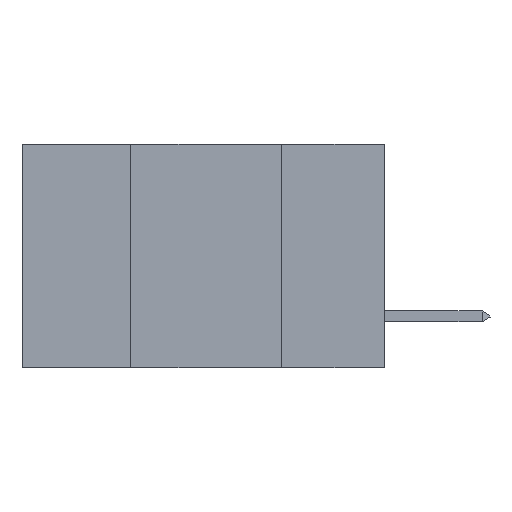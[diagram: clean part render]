
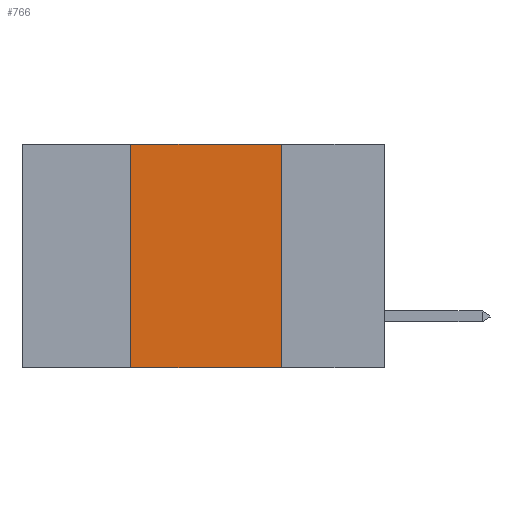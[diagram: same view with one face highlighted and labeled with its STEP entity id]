
A CAD part, left-side view. The second image highlights one B-rep face of the part: STEP entity #766.
In plain terms, the highlighted planar face has unit normal (-1, 0, 0).
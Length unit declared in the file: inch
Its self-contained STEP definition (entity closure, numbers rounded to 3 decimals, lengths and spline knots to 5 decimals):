
#610 = CARTESIAN_POINT ( 'NONE',  ( 0., 0.17, -0.37 ) ) ;
#766 = ADVANCED_FACE ( 'NONE', ( #7799 ), #3444, .F. ) ;
#1581 = EDGE_LOOP ( 'NONE', ( #10680, #10706, #13495, #7696 ) ) ;
#1621 = VECTOR ( 'NONE', #6010, 39.37008 ) ;
#1753 = EDGE_CURVE ( 'NONE', #10316, #11330, #8166, .T. ) ;
#1929 = DIRECTION ( 'NONE',  ( 0., 0., 1. ) ) ;
#2039 = LINE ( 'NONE', #4496, #11173 ) ;
#3216 = CARTESIAN_POINT ( 'NONE',  ( 0., 0.6, 0. ) ) ;
#3444 = PLANE ( 'NONE',  #9694 ) ;
#3601 = DIRECTION ( 'NONE',  ( 1., 0., 0. ) ) ;
#3711 = DIRECTION ( 'NONE',  ( 0., 0., -1. ) ) ;
#4239 = CARTESIAN_POINT ( 'NONE',  ( 0., 0.17, 0. ) ) ;
#4496 = CARTESIAN_POINT ( 'NONE',  ( 0., 0.42, 0. ) ) ;
#5236 = CARTESIAN_POINT ( 'NONE',  ( 0., 0.6, 0. ) ) ;
#6010 = DIRECTION ( 'NONE',  ( 0., -1., 0. ) ) ;
#6049 = VECTOR ( 'NONE', #11597, 39.37008 ) ;
#6082 = VERTEX_POINT ( 'NONE', #8146 ) ;
#6808 = VECTOR ( 'NONE', #9891, 39.37008 ) ;
#7696 = ORIENTED_EDGE ( 'NONE', *, *, #9519, .T. ) ;
#7799 = FACE_OUTER_BOUND ( 'NONE', #1581, .T. ) ;
#7915 = EDGE_CURVE ( 'NONE', #11330, #11799, #9325, .T. ) ;
#8146 = CARTESIAN_POINT ( 'NONE',  ( 0., 0.42, -0.37 ) ) ;
#8166 = LINE ( 'NONE', #5236, #1621 ) ;
#8536 = CARTESIAN_POINT ( 'NONE',  ( 0., 0.17, 0. ) ) ;
#8733 = EDGE_CURVE ( 'NONE', #6082, #10316, #2039, .T. ) ;
#9325 = LINE ( 'NONE', #4239, #6049 ) ;
#9519 = EDGE_CURVE ( 'NONE', #6082, #11799, #10054, .T. ) ;
#9694 = AXIS2_PLACEMENT_3D ( 'NONE', #3216, #3601, #3711 ) ;
#9891 = DIRECTION ( 'NONE',  ( 0., -1., 0. ) ) ;
#10054 = LINE ( 'NONE', #15616, #6808 ) ;
#10316 = VERTEX_POINT ( 'NONE', #11478 ) ;
#10680 = ORIENTED_EDGE ( 'NONE', *, *, #7915, .F. ) ;
#10706 = ORIENTED_EDGE ( 'NONE', *, *, #1753, .F. ) ;
#11173 = VECTOR ( 'NONE', #1929, 39.37008 ) ;
#11330 = VERTEX_POINT ( 'NONE', #8536 ) ;
#11478 = CARTESIAN_POINT ( 'NONE',  ( 0., 0.42, 0. ) ) ;
#11597 = DIRECTION ( 'NONE',  ( 0., 0., -1. ) ) ;
#11799 = VERTEX_POINT ( 'NONE', #610 ) ;
#13495 = ORIENTED_EDGE ( 'NONE', *, *, #8733, .F. ) ;
#15616 = CARTESIAN_POINT ( 'NONE',  ( 0., 0.6, -0.37 ) ) ;
